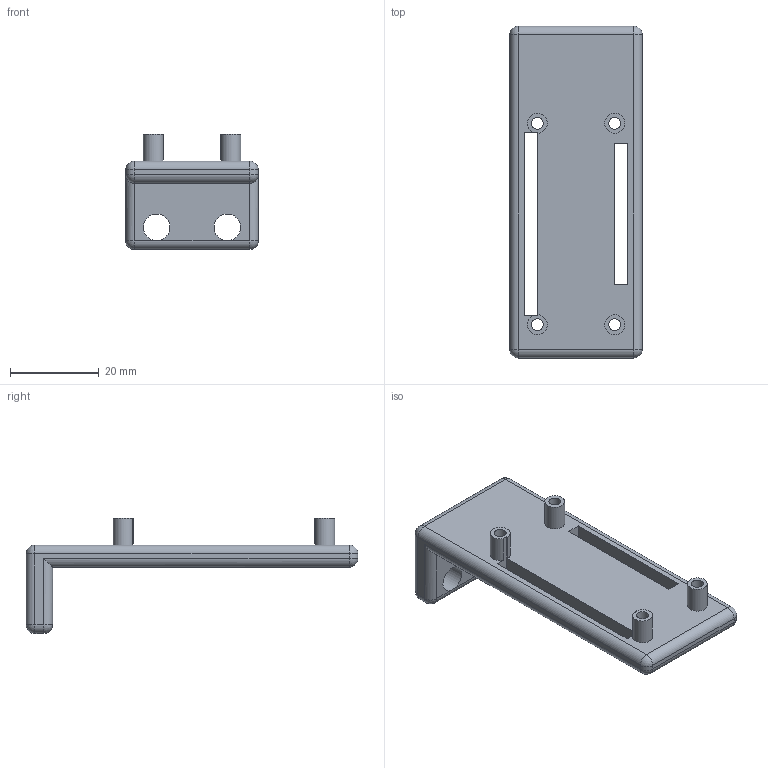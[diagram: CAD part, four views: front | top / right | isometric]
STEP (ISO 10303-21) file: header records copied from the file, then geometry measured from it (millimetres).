
FILE_DESCRIPTION(/* description */ (''),/* implementation_level */ '2;1');
FILE_NAME(/* name */ 'MAX78000 Mount.step',/* time_stamp */ '2023-06-13T18:43:08-07:00',/* author */ (''),/* organization */ (''),/* preprocessor_version */ 'ST-DEVELOPER v19.2',/* originating_system */ 'Autodesk Translation Framework v12.6.0.85',/* authorisation */ '');
FILE_SCHEMA (('AUTOMOTIVE_DESIGN { 1 0 10303 214 3 1 1 }'));
Length unit declared in the file: millimetre
Products named in the file (1): MAX78000 Mount
Bounding box: 30 x 75 x 26 mm (x, y, z)
Volume: 12192.7 mm3; surface area: 7306.8 mm2
Topology: 1 solids, 1 shells, 57 faces, 135 edges, 78 vertices
Faces by surface type: cylinder 27, plane 20, sphere 10
Full cylindrical faces by diameter (mm): 2.7 x4, 4.5 x2, 6 x2
Entity records: 1682 total; most frequent: DIRECTION 307, CARTESIAN_POINT 271, ORIENTED_EDGE 270, EDGE_CURVE 135, AXIS2_PLACEMENT_3D 114, LINE 79, VECTOR 79, VERTEX_POINT 78
